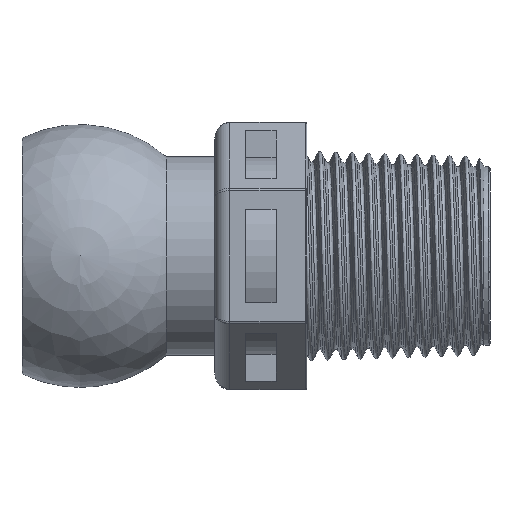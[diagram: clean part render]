
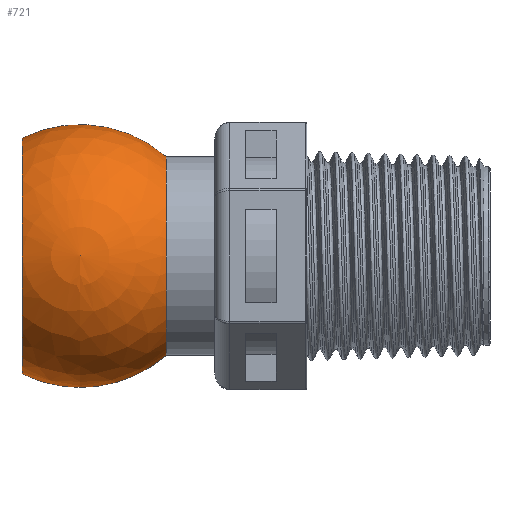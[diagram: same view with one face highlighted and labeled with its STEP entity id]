
A CAD part, front view. The second image highlights one B-rep face of the part: STEP entity #721.
In plain terms, the highlighted spherical face has radius 10.757 mm.
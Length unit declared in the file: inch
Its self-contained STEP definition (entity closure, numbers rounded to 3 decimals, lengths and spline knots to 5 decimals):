
#721 = ADVANCED_FACE ( 'NONE', ( #4181 ), #4166, .T. ) ;
#722 = EDGE_LOOP ( 'NONE', ( #723, #776, #788, #780 ) ) ;
#723 = ORIENTED_EDGE ( 'NONE', *, *, #980, .F. ) ;
#730 = EDGE_CURVE ( 'NONE', #981, #968, #4192, .T. ) ;
#776 = ORIENTED_EDGE ( 'NONE', *, *, #777, .T. ) ;
#777 = EDGE_CURVE ( 'NONE', #978, #912, #4443, .T. ) ;
#780 = ORIENTED_EDGE ( 'NONE', *, *, #730, .F. ) ;
#788 = ORIENTED_EDGE ( 'NONE', *, *, #970, .T. ) ;
#912 = VERTEX_POINT ( 'NONE', #6430 ) ;
#968 = VERTEX_POINT ( 'NONE', #6651 ) ;
#970 = EDGE_CURVE ( 'NONE', #912, #968, #6649, .T. ) ;
#978 = VERTEX_POINT ( 'NONE', #6755 ) ;
#980 = EDGE_CURVE ( 'NONE', #978, #981, #6749, .T. ) ;
#981 = VERTEX_POINT ( 'NONE', #6740 ) ;
#4162 = DIRECTION ( 'NONE',  ( 0., 0., -1. ) ) ;
#4163 = DIRECTION ( 'NONE',  ( 0., 1., 0. ) ) ;
#4165 = AXIS2_PLACEMENT_3D ( 'NONE', #4179, #4163, #4162 ) ;
#4166 = SPHERICAL_SURFACE ( 'NONE', #4165, 0.4235 ) ;
#4179 = CARTESIAN_POINT ( 'NONE',  ( -1.32084, 0., 0. ) ) ;
#4181 = FACE_OUTER_BOUND ( 'NONE', #722, .T. ) ;
#4187 = DIRECTION ( 'NONE',  ( 0., 0., -1. ) ) ;
#4188 = DIRECTION ( 'NONE',  ( 1., 0., 0. ) ) ;
#4189 = CARTESIAN_POINT ( 'NONE',  ( -1.04343, 0., 0. ) ) ;
#4190 = AXIS2_PLACEMENT_3D ( 'NONE', #4189, #4188, #4187 ) ;
#4192 = CIRCLE ( 'NONE', #4190, 0.32 ) ;
#4443 = CIRCLE ( 'NONE', #4603, 0.3799 ) ;
#4598 = DIRECTION ( 'NONE',  ( 0., 0., -1. ) ) ;
#4600 = DIRECTION ( 'NONE',  ( 1., 0., 0. ) ) ;
#4601 = CARTESIAN_POINT ( 'NONE',  ( -1.508, 0., 0. ) ) ;
#4603 = AXIS2_PLACEMENT_3D ( 'NONE', #4601, #4600, #4598 ) ;
#6430 = CARTESIAN_POINT ( 'NONE',  ( -1.508, 0., -0.3799 ) ) ;
#6643 = DIRECTION ( 'NONE',  ( 0., 0., -1. ) ) ;
#6644 = DIRECTION ( 'NONE',  ( 0., -1., 0. ) ) ;
#6646 = CARTESIAN_POINT ( 'NONE',  ( -1.32084, 0., 0. ) ) ;
#6647 = AXIS2_PLACEMENT_3D ( 'NONE', #6646, #6644, #6643 ) ;
#6649 = CIRCLE ( 'NONE', #6647, 0.4235 ) ;
#6651 = CARTESIAN_POINT ( 'NONE',  ( -1.04343, 0., -0.32 ) ) ;
#6740 = CARTESIAN_POINT ( 'NONE',  ( -1.04343, 0., 0.32 ) ) ;
#6742 = DIRECTION ( 'NONE',  ( 0., 0., 1. ) ) ;
#6744 = DIRECTION ( 'NONE',  ( 0., 1., 0. ) ) ;
#6745 = CARTESIAN_POINT ( 'NONE',  ( -1.32084, 0., 0. ) ) ;
#6747 = AXIS2_PLACEMENT_3D ( 'NONE', #6745, #6744, #6742 ) ;
#6749 = CIRCLE ( 'NONE', #6747, 0.4235 ) ;
#6755 = CARTESIAN_POINT ( 'NONE',  ( -1.508, 0., 0.3799 ) ) ;
